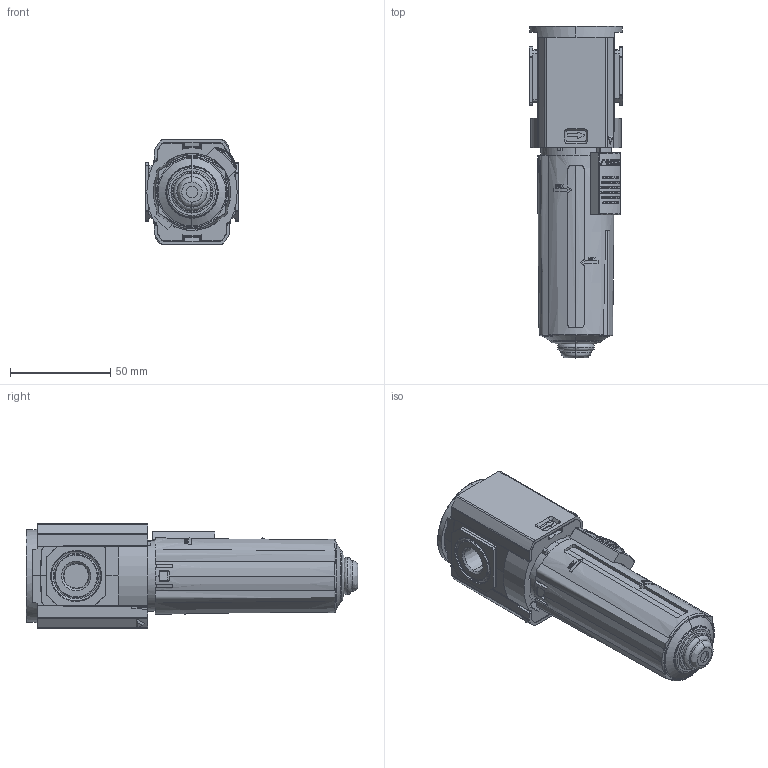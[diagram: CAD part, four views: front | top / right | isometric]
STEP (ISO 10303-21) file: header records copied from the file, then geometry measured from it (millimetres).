
FILE_DESCRIPTION (( 'STEP AP203' ), '1' );
FILE_NAME ('F82V-2AN-EPA.step', '2021-09-07T18:24:19', ( '' ), ( '' ), 'SwSTEP 2.0', 'SolidWorks 2021', '' );
FILE_SCHEMA (( 'CONFIG_CONTROL_DESIGN' ));
Length unit declared in the file: inch
Products named in the file (1): F82V-2AN-EPA
Bounding box: 46.5 x 165.49 x 52 mm (x, y, z)
Volume: 217003.9 mm3; surface area: 56358.4 mm2
Topology: 5 solids, 5 shells, 1034 faces, 2840 edges, 1859 vertices
Faces by surface type: plane 457, cylinder 381, bspline 105, cone 89, torus 2
Entity records: 37252 total; most frequent: CARTESIAN_POINT 12670, ORIENTED_EDGE 5672, DIRECTION 4434, EDGE_CURVE 2836, VERTEX_POINT 1859, AXIS2_PLACEMENT_3D 1560, LINE 1314, VECTOR 1314
